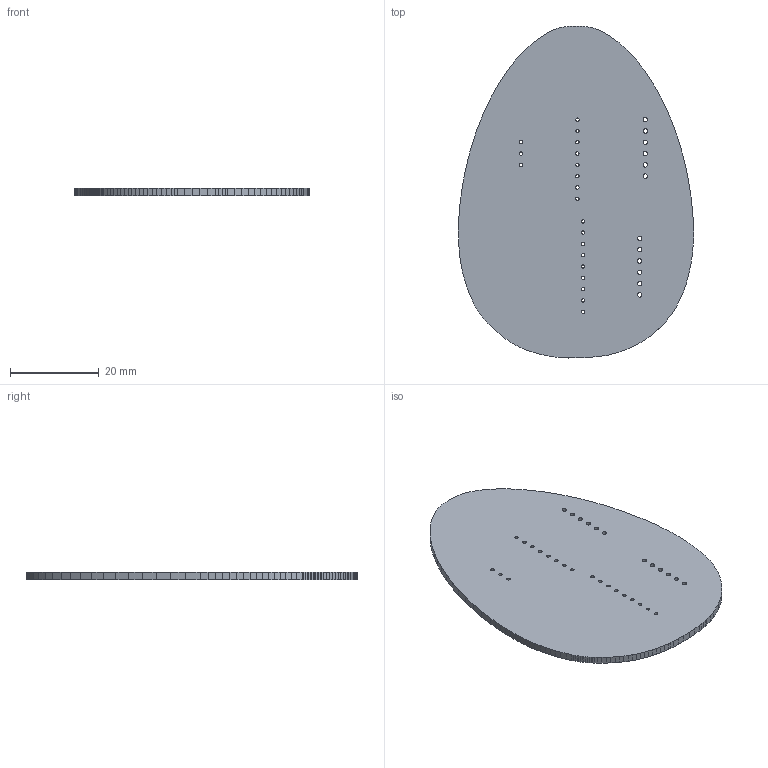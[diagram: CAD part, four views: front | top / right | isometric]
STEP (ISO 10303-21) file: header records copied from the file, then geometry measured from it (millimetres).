
FILE_DESCRIPTION(('KiCad electronic assembly'),'2;1');
FILE_NAME('SensorEgg.step','2022-07-15T09:17:38',('Pcbnew'),('Kicad'), 'Open CASCADE STEP processor 7.5','KiCad to STEP converter','Unknown' );
FILE_SCHEMA(('AUTOMOTIVE_DESIGN { 1 0 10303 214 1 1 1 1 }'));
Length unit declared in the file: millimetre
Products named in the file (2): SensorEgg 1; SensorEgg PCB
Assembly tree (1 placements, depth 2):
  SensorEgg 1
    SensorEgg PCB
Bounding box: 52.87 x 74.65 x 1.6 mm (x, y, z)
Volume: 4930.5 mm3; surface area: 6625.4 mm2
Topology: 1 solids, 1 shells, 178 faces, 528 edges, 352 vertices
Faces by surface type: plane 146, cylinder 32
Full cylindrical faces by diameter (mm): 0.76 x9, 0.762 x11, 1 x12
Entity records: 13127 total; most frequent: CARTESIAN_POINT 2500, DIRECTION 1944, LINE 1456, VECTOR 1456, ORIENTED_EDGE 1056, PCURVE 1056, DEFINITIONAL_REPRESENTATION 1056, EDGE_CURVE 528
